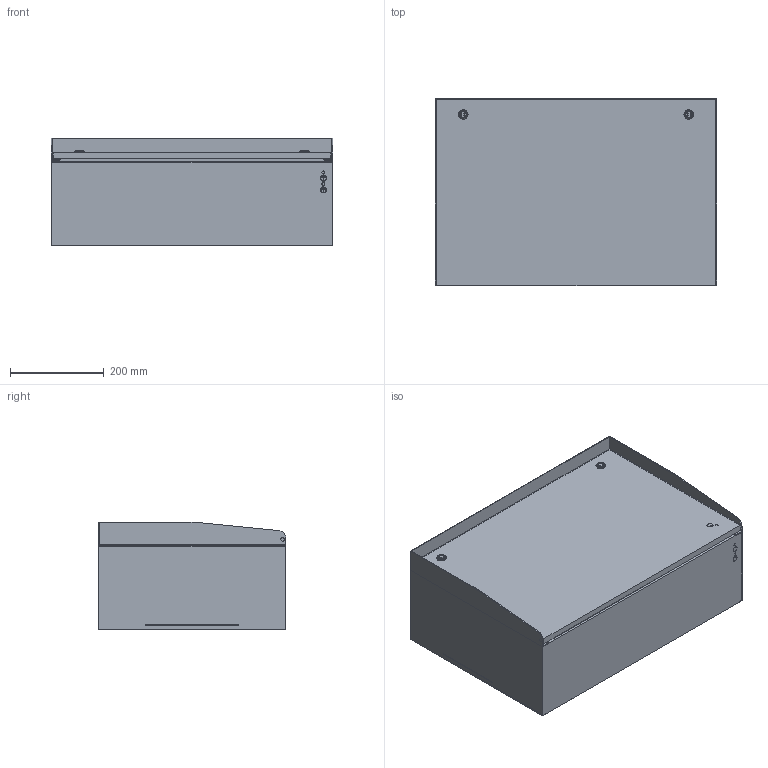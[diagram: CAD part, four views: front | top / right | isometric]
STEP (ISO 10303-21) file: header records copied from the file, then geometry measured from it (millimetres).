
FILE_DESCRIPTION (( 'STEP AP214' ), '1' );
FILE_NAME ('2441-6040-20-07.step', '2023-11-15T13:37:22', ( '' ), ( '' ), 'SwSTEP 2.0', 'SolidWorks 2019', '' );
FILE_SCHEMA (( 'AUTOMOTIVE_DESIGN' ));
Length unit declared in the file: millimetre
Products named in the file (4): Tuer_6040; Frontrahmen_6040; Korpus_6040-20; 2441-6040-20-07
Assembly tree (3 placements, depth 2):
  2441-6040-20-07
    Korpus_6040-20
    Tuer_6040
    Frontrahmen_6040
Bounding box: 600 x 400 x 230 mm (x, y, z)
Volume: 1595032 mm3; surface area: 2057109.3 mm2
Topology: 11 solids, 11 shells, 501 faces, 1208 edges, 800 vertices
Faces by surface type: plane 331, cylinder 166, cone 4
Entity records: 18502 total; most frequent: DIRECTION 2562, CARTESIAN_POINT 2515, ORIENTED_EDGE 2416, EDGE_CURVE 1208, VECTOR 868, LINE 868, AXIS2_PLACEMENT_3D 847, VERTEX_POINT 800
